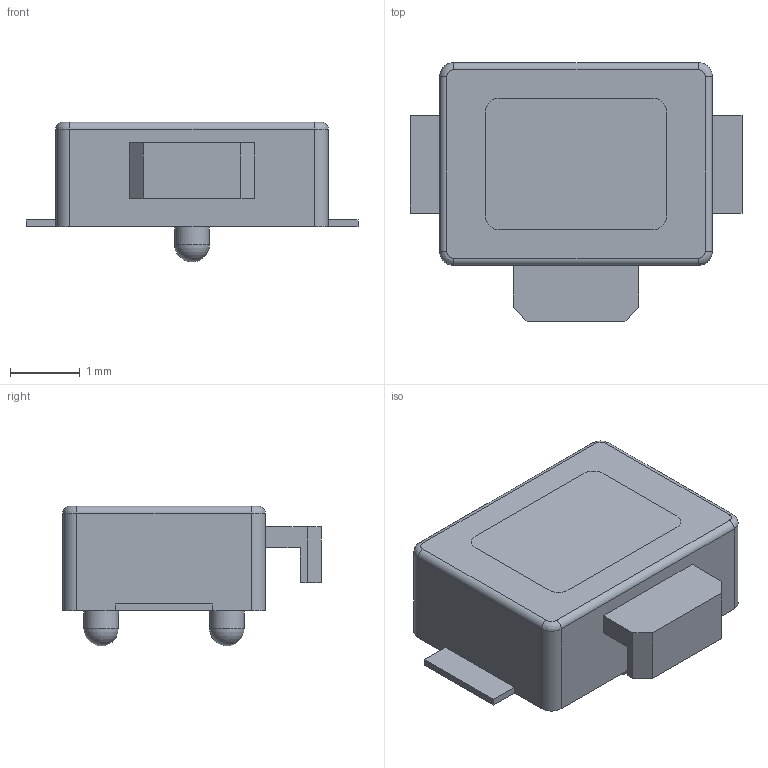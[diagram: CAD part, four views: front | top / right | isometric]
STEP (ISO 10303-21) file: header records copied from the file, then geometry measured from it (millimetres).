
FILE_DESCRIPTION(/* description */ (''),/* implementation_level */ '2;1');
FILE_NAME(/* name */ '3x4小龟仔侧按键.step',/* time_stamp */ '2022-05-27T11:59:43+08:00',/* author */ (''),/* organization */ (''),/* preprocessor_version */ 'ST-DEVELOPER v19',/* originating_system */ 'Autodesk Translation Framework v11.7.0.108',/* authorisation */ '');
FILE_SCHEMA (('AUTOMOTIVE_DESIGN { 1 0 10303 214 3 1 1 }'));
Length unit declared in the file: millimetre
Products named in the file (2): 3x4小龟仔侧按键; 零部件1
Assembly tree (1 placements, depth 2):
  3x4小龟仔侧按键
    零部件1
Bounding box: 4.75 x 3.7 x 2 mm (x, y, z)
Volume: 17.8 mm3; surface area: 65.8 mm2
Topology: 5 solids, 5 shells, 61 faces, 146 edges, 94 vertices
Faces by surface type: plane 37, cylinder 18, bspline 4, sphere 2
Full cylindrical faces by diameter (mm): 0.5 x2
Entity records: 1840 total; most frequent: CARTESIAN_POINT 334, DIRECTION 306, ORIENTED_EDGE 288, EDGE_CURVE 144, LINE 102, VECTOR 102, AXIS2_PLACEMENT_3D 102, VERTEX_POINT 94
